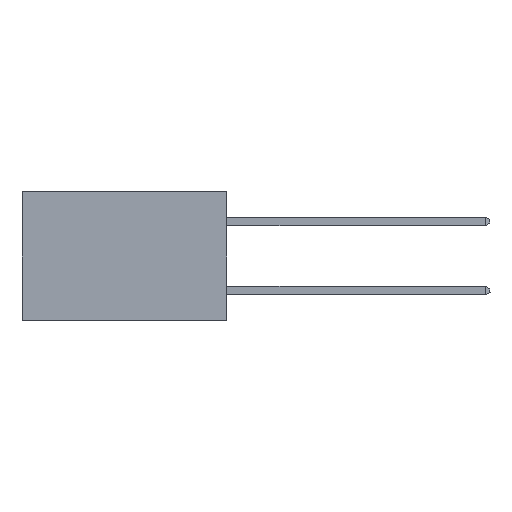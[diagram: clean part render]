
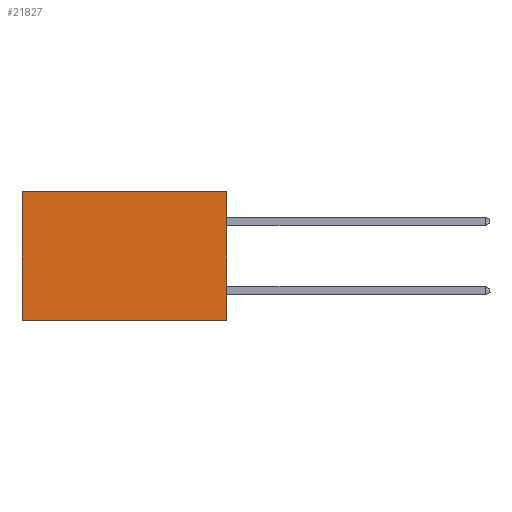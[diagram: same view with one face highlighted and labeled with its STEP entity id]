
A CAD part, left-side view. The second image highlights one B-rep face of the part: STEP entity #21827.
In plain terms, the highlighted planar face has unit normal (-1, 0, 0).
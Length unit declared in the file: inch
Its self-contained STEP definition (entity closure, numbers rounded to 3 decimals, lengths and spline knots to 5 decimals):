
#184 = DIRECTION ( 'NONE',  ( 0., 1., 0. ) ) ;
#292 = VECTOR ( 'NONE', #14531, 39.37008 ) ;
#1371 = FACE_OUTER_BOUND ( 'NONE', #20775, .T. ) ;
#2188 = CARTESIAN_POINT ( 'NONE',  ( 0.277, 0., -0.37 ) ) ;
#4361 = VECTOR ( 'NONE', #184, 39.37008 ) ;
#4876 = ORIENTED_EDGE ( 'NONE', *, *, #20795, .T. ) ;
#4958 = LINE ( 'NONE', #9541, #4361 ) ;
#6982 = VERTEX_POINT ( 'NONE', #18721 ) ;
#7718 = CARTESIAN_POINT ( 'NONE',  ( 0.277, 0., -0.37 ) ) ;
#7879 = DIRECTION ( 'NONE',  ( 1., 0., 0. ) ) ;
#8838 = CARTESIAN_POINT ( 'NONE',  ( 0.277, 0.59, -0.37 ) ) ;
#9490 = LINE ( 'NONE', #7718, #10065 ) ;
#9523 = VERTEX_POINT ( 'NONE', #10201 ) ;
#9541 = CARTESIAN_POINT ( 'NONE',  ( 0.277, 0., 0. ) ) ;
#9811 = EDGE_CURVE ( 'NONE', #6982, #9523, #11233, .T. ) ;
#9853 = AXIS2_PLACEMENT_3D ( 'NONE', #2188, #7879, #21097 ) ;
#10013 = ORIENTED_EDGE ( 'NONE', *, *, #9811, .F. ) ;
#10065 = VECTOR ( 'NONE', #20866, 39.37008 ) ;
#10201 = CARTESIAN_POINT ( 'NONE',  ( 0.277, 0.59, -0.37 ) ) ;
#10967 = EDGE_CURVE ( 'NONE', #13258, #9523, #19165, .T. ) ;
#11233 = LINE ( 'NONE', #20387, #15654 ) ;
#13158 = CARTESIAN_POINT ( 'NONE',  ( 0.277, 0.59, 0. ) ) ;
#13258 = VERTEX_POINT ( 'NONE', #13158 ) ;
#14126 = ORIENTED_EDGE ( 'NONE', *, *, #23772, .F. ) ;
#14531 = DIRECTION ( 'NONE',  ( 0., 0., -1. ) ) ;
#14662 = DIRECTION ( 'NONE',  ( 0., 1., 0. ) ) ;
#15654 = VECTOR ( 'NONE', #14662, 39.37008 ) ;
#16068 = CARTESIAN_POINT ( 'NONE',  ( 0.277, 0., 0. ) ) ;
#18620 = ORIENTED_EDGE ( 'NONE', *, *, #10967, .T. ) ;
#18721 = CARTESIAN_POINT ( 'NONE',  ( 0.277, 0., -0.37 ) ) ;
#19165 = LINE ( 'NONE', #8838, #292 ) ;
#19187 = PLANE ( 'NONE',  #9853 ) ;
#20387 = CARTESIAN_POINT ( 'NONE',  ( 0.277, 0., -0.37 ) ) ;
#20775 = EDGE_LOOP ( 'NONE', ( #18620, #10013, #14126, #4876 ) ) ;
#20795 = EDGE_CURVE ( 'NONE', #22784, #13258, #4958, .T. ) ;
#20866 = DIRECTION ( 'NONE',  ( 0., 0., -1. ) ) ;
#21097 = DIRECTION ( 'NONE',  ( 0., 0., -1. ) ) ;
#21827 = ADVANCED_FACE ( 'NONE', ( #1371 ), #19187, .F. ) ;
#22784 = VERTEX_POINT ( 'NONE', #16068 ) ;
#23772 = EDGE_CURVE ( 'NONE', #22784, #6982, #9490, .T. ) ;
